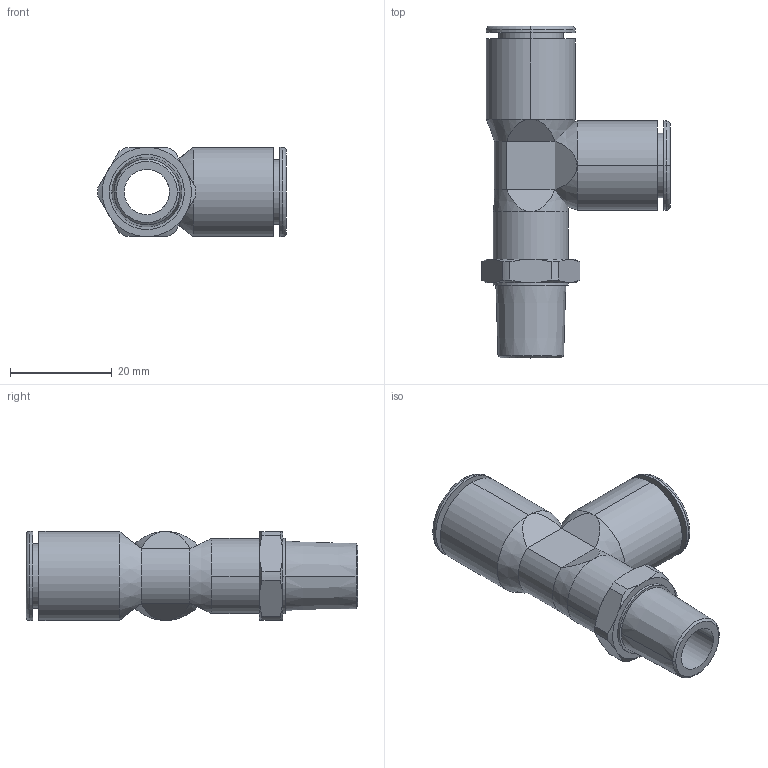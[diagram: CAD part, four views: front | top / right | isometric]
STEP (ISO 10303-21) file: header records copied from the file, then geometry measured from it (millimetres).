
FILE_DESCRIPTION((''),'2;1');
FILE_NAME('ILCP3023201','2006-11-22T',('KR'),(''),'PRO/ENGINEER BY PARAMETRIC TECHNOLOGY CORPORATION, 2005180','PRO/ENGINEER BY PARAMETRIC TECHNOLOGY CORPORATION, 2005180','');
FILE_SCHEMA(('AUTOMOTIVE_DESIGN_CC2 { 1 2 10303 214 -1 1 5 2 }'));
Length unit declared in the file: inch
Products named in the file (1): ILCP3023201
Bounding box: 37.09 x 65.28 x 17.53 mm (x, y, z)
Volume: 10798.8 mm3; surface area: 7704.3 mm2
Topology: 1 solids, 1 shells, 84 faces, 196 edges, 120 vertices
Faces by surface type: cylinder 31, plane 27, cone 22, torus 4
Entity records: 2818 total; most frequent: CARTESIAN_POINT 785, DIRECTION 408, ORIENTED_EDGE 392, EDGE_CURVE 196, AXIS2_PLACEMENT_3D 172, VERTEX_POINT 120, COLOUR_RGB 105, EDGE_LOOP 94
